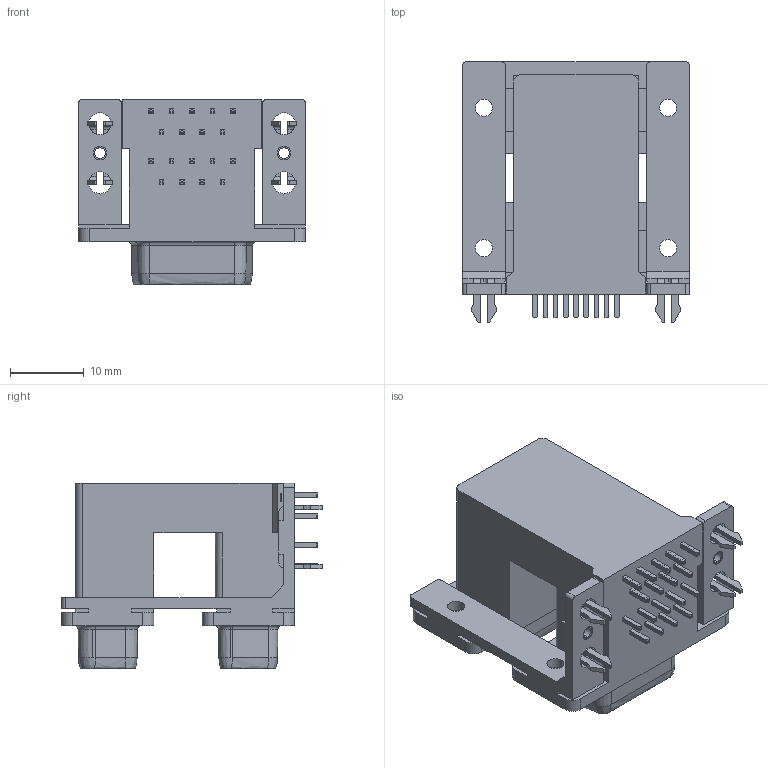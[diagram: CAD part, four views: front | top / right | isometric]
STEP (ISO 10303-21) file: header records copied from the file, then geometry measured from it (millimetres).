
FILE_DESCRIPTION (( 'STEP AP214' ), '1' );
FILE_NAME ('FDB1803-FFDB300K6KA-REF.STEP', '2025-11-28T02:45:44', ( '' ), ( '' ), 'SwSTEP 2.0', 'SolidWorks 2021', '' );
FILE_SCHEMA (( 'AUTOMOTIVE_DESIGN' ));
Length unit declared in the file: millimetre
Products named in the file (1): FDB1803-FFDB300K6KA-REF
Bounding box: 30.8 x 35.35 x 25.15 mm (x, y, z)
Volume: 10873.7 mm3; surface area: 6756.3 mm2
Topology: 1 solids, 10 shells, 697 faces, 1800 edges, 1157 vertices
Faces by surface type: plane 481, cylinder 133, cone 53, bspline 16, torus 14
Entity records: 21480 total; most frequent: CARTESIAN_POINT 4317, ORIENTED_EDGE 3600, DIRECTION 3453, EDGE_CURVE 1800, LINE 1365, VECTOR 1365, VERTEX_POINT 1157, AXIS2_PLACEMENT_3D 1044
